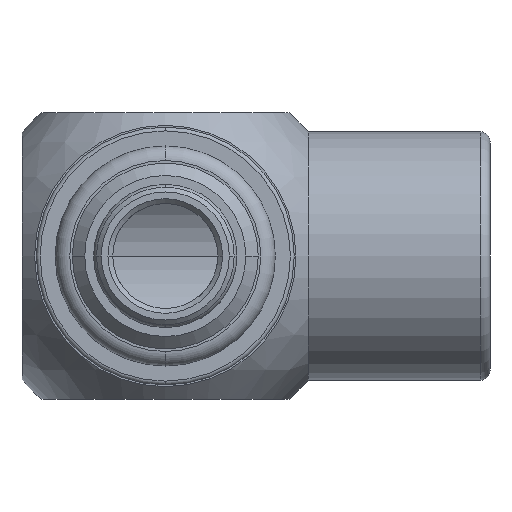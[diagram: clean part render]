
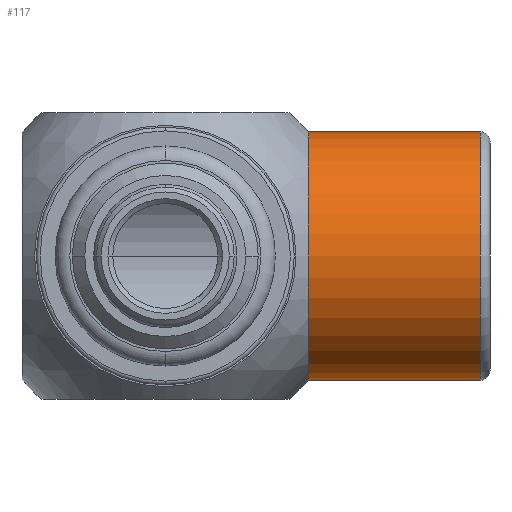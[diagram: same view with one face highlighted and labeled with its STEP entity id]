
A CAD part, front view. The second image highlights one B-rep face of the part: STEP entity #117.
In plain terms, the highlighted cylindrical face has radius 6.5 mm (diameter 13 mm), a partial arc.
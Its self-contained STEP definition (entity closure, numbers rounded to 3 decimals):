
#117=ADVANCED_FACE('',(#295),#296,.T.);
#295=FACE_OUTER_BOUND('',#515,.T.);
#296=CYLINDRICAL_SURFACE('',#516,6.5);
#515=EDGE_LOOP('',(#1141,#1142,#1143,#1144,#1145));
#516=AXIS2_PLACEMENT_3D('',#1146,#1147,#1148);
#1141=ORIENTED_EDGE('',*,*,#1507,.T.);
#1142=ORIENTED_EDGE('',*,*,#1629,.F.);
#1143=ORIENTED_EDGE('',*,*,#1630,.F.);
#1144=ORIENTED_EDGE('',*,*,#1508,.T.);
#1145=ORIENTED_EDGE('',*,*,#1631,.F.);
#1146=CARTESIAN_POINT('',(8.5,17.825,0.0));
#1147=DIRECTION('',(1.0,0.0,0.0));
#1148=DIRECTION('',(0.0,0.0,-1.0));
#1507=EDGE_CURVE('',#1818,#1835,#1843,.T.);
#1508=EDGE_CURVE('',#1838,#1832,#1844,.T.);
#1629=EDGE_CURVE('',#2035,#1835,#2036,.T.);
#1630=EDGE_CURVE('',#1838,#2035,#2037,.T.);
#1631=EDGE_CURVE('',#1818,#1832,#2038,.T.);
#1818=VERTEX_POINT('',#2260);
#1832=VERTEX_POINT('',#2274);
#1835=VERTEX_POINT('',#2277);
#1838=VERTEX_POINT('',#2280);
#1843=LINE('',#2285,#2286);
#1844=LINE('',#2287,#2288);
#2035=VERTEX_POINT('',#2876);
#2036=CIRCLE('',#2877,6.5);
#2037=CIRCLE('',#2878,6.5);
#2038=CIRCLE('',#2879,6.5);
#2260=CARTESIAN_POINT('',(7.485,17.825,-6.5));
#2274=CARTESIAN_POINT('',(7.485,17.825,6.5));
#2277=CARTESIAN_POINT('',(16.5,17.825,-6.5));
#2280=CARTESIAN_POINT('',(16.5,17.825,6.5));
#2285=CARTESIAN_POINT('',(8.5,17.825,-6.5));
#2286=VECTOR('',#3173,1.0);
#2287=CARTESIAN_POINT('',(8.5,17.825,6.5));
#2288=VECTOR('',#3174,1.0);
#2876=CARTESIAN_POINT('',(16.5,11.325,0.0));
#2877=AXIS2_PLACEMENT_3D('',#3370,#3371,#3372);
#2878=AXIS2_PLACEMENT_3D('',#3373,#3374,#3375);
#2879=AXIS2_PLACEMENT_3D('',#3376,#3377,#3378);
#3173=DIRECTION('',(1.0,0.0,0.0));
#3174=DIRECTION('',(-1.0,-0.0,-0.0));
#3370=CARTESIAN_POINT('',(16.5,17.825,0.0));
#3371=DIRECTION('',(1.0,0.0,0.0));
#3372=DIRECTION('',(0.0,0.0,-1.0));
#3373=CARTESIAN_POINT('',(16.5,17.825,0.0));
#3374=DIRECTION('',(1.0,0.0,0.0));
#3375=DIRECTION('',(0.0,0.0,-1.0));
#3376=CARTESIAN_POINT('',(7.485,17.825,0.0));
#3377=DIRECTION('',(-1.0,-0.0,-0.0));
#3378=DIRECTION('',(0.0,0.0,-1.0));
